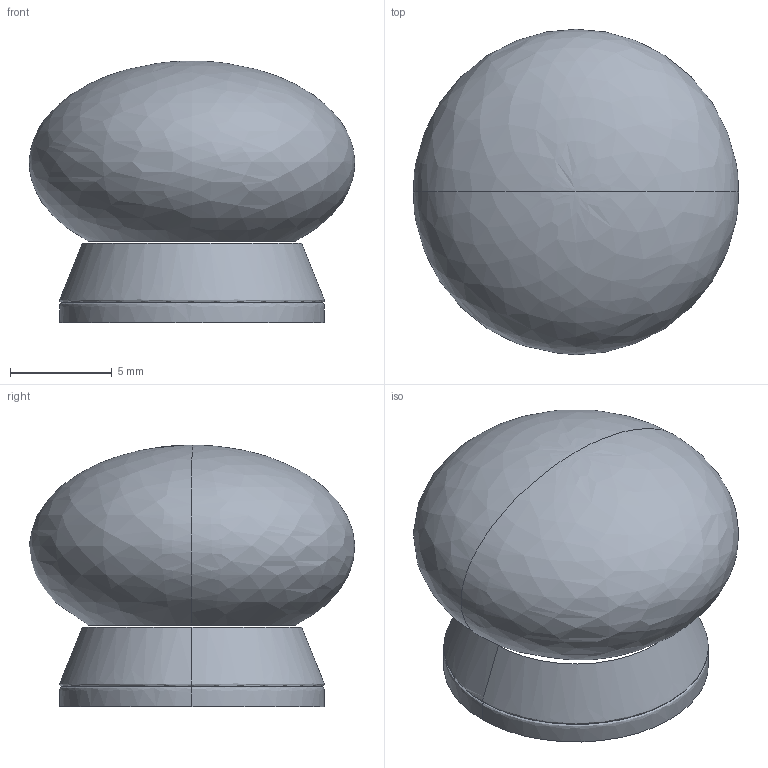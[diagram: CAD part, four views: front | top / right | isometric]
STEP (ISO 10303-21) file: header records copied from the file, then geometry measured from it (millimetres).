
FILE_DESCRIPTION(/* description */ (''),/* implementation_level */ '2;1');
FILE_NAME(/* name */ '1744.253_FUJI',/* time_stamp */ '2023-01-18T18:39:44+01:00',/* author */ (''),/* organization */ (''),/* preprocessor_version */ 'ST-DEVELOPER v16.5',/* originating_system */ 'Rhino 7.15',/* authorisation */ '');
FILE_SCHEMA (('CONFIG_CONTROL_DESIGN'));
Length unit declared in the file: millimetre
Products named in the file (1): Document
Bounding box: 15.98 x 15.99 x 12.87 mm (x, y, z)
Surface area: 682 mm2 (no closed solid volume)
Topology: 0 solids, 3 shells, 6 faces, 18 edges, 11 vertices
Faces by surface type: bspline 6
Entity records: 520 total; most frequent: CARTESIAN_POINT 351, ORIENTED_EDGE 22, EDGE_CURVE 16, VERTEX_POINT 11, ORGANIZATION 7, PERSON_AND_ORGANIZATION 7, ADVANCED_FACE 6, FACE_OUTER_BOUND 6
